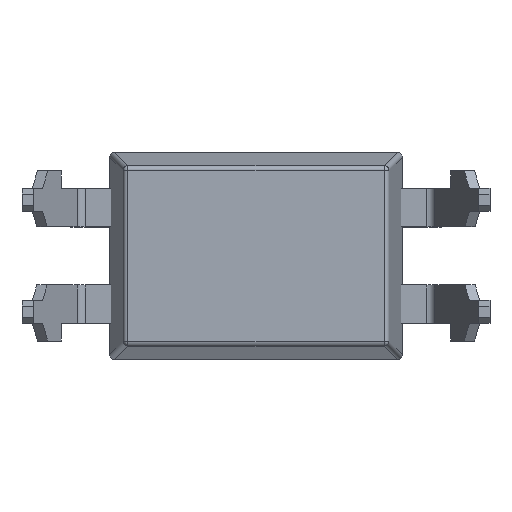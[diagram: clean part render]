
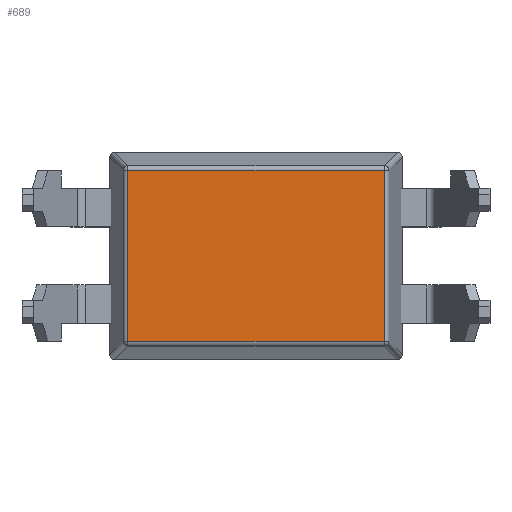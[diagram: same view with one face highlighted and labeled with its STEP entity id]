
A CAD part, top view. The second image highlights one B-rep face of the part: STEP entity #689.
In plain terms, the highlighted planar face has unit normal (0, 0, 1).
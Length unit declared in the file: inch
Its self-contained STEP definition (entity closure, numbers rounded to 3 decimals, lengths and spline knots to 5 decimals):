
#155=DIRECTION('',(0.,-1.,0.));
#156=VECTOR('',#155,3.81504);
#157=CARTESIAN_POINT('',(2.85752,1.90752,1.75));
#158=LINE('',#157,#156);
#159=DIRECTION('',(1.,0.,0.));
#160=VECTOR('',#159,5.71504);
#161=CARTESIAN_POINT('',(-2.85752,-1.90752,1.75));
#162=LINE('',#161,#160);
#163=DIRECTION('',(0.,-1.,0.));
#164=VECTOR('',#163,3.81504);
#165=CARTESIAN_POINT('',(-2.85752,1.90752,1.75));
#166=LINE('',#165,#164);
#167=DIRECTION('',(-1.,0.,0.));
#168=VECTOR('',#167,5.71504);
#169=CARTESIAN_POINT('',(2.85752,1.90752,1.75));
#170=LINE('',#169,#168);
#338=CARTESIAN_POINT('',(2.85752,1.90752,1.75));
#339=CARTESIAN_POINT('',(2.85752,-1.90752,1.75));
#340=VERTEX_POINT('',#338);
#341=VERTEX_POINT('',#339);
#350=CARTESIAN_POINT('',(-2.85752,1.90752,1.75));
#351=CARTESIAN_POINT('',(-2.85752,-1.90752,1.75));
#352=VERTEX_POINT('',#350);
#353=VERTEX_POINT('',#351);
#676=CARTESIAN_POINT('',(-2.94143,-2.3,1.75));
#677=DIRECTION('',(0.,0.,1.));
#678=DIRECTION('',(1.,0.,0.));
#679=AXIS2_PLACEMENT_3D('',#676,#677,#678);
#680=PLANE('',#679);
#681=ORIENTED_EDGE('',*,*,#666,.T.);
#683=ORIENTED_EDGE('',*,*,#682,.F.);
#684=ORIENTED_EDGE('',*,*,#584,.F.);
#686=ORIENTED_EDGE('',*,*,#685,.F.);
#687=EDGE_LOOP('',(#681,#683,#684,#686));
#688=FACE_OUTER_BOUND('',#687,.F.);
#689=ADVANCED_FACE('',(#688),#680,.T.);
#584=EDGE_CURVE('',#352,#353,#166,.T.);
#666=EDGE_CURVE('',#340,#341,#158,.T.);
#682=EDGE_CURVE('',#353,#341,#162,.T.);
#685=EDGE_CURVE('',#340,#352,#170,.T.);
